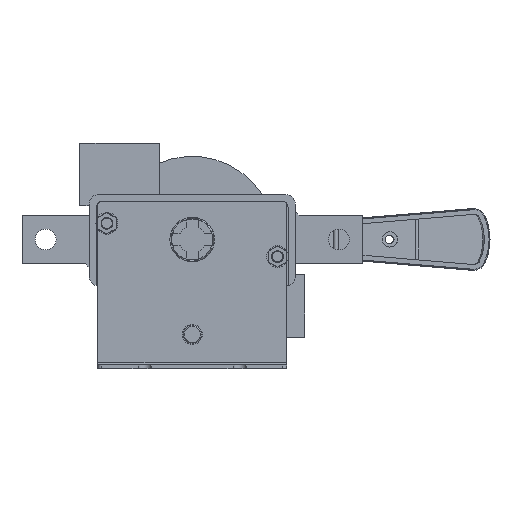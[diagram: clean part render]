
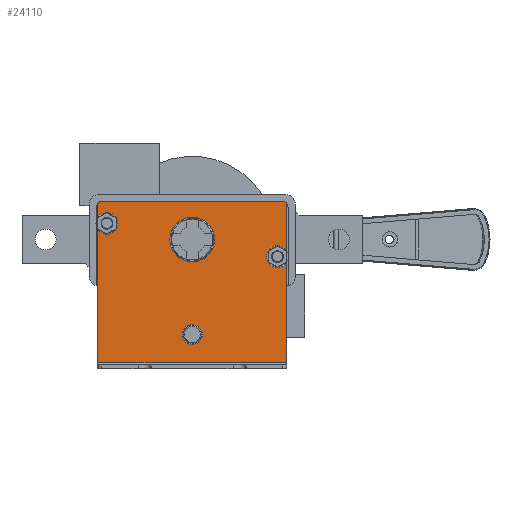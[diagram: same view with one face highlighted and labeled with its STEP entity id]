
A CAD part, left-side view. The second image highlights one B-rep face of the part: STEP entity #24110.
In plain terms, the highlighted planar face has unit normal (-1, 0, 0).
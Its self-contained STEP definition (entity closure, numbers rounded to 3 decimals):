
#107 = VERTEX_POINT ( 'NONE', #30395 ) ;
#187 = VERTEX_POINT ( 'NONE', #27996 ) ;
#559 = EDGE_CURVE ( 'NONE', #1214, #13686, #20467, .T. ) ;
#1214 = VERTEX_POINT ( 'NONE', #27825 ) ;
#1594 = CARTESIAN_POINT ( 'NONE',  ( -87., -49.7, 3. ) ) ;
#1624 = ORIENTED_EDGE ( 'NONE', *, *, #12792, .T. ) ;
#2425 = VECTOR ( 'NONE', #20717, 1000. ) ;
#2502 = DIRECTION ( 'NONE',  ( 0., -1., 0. ) ) ;
#2648 = DIRECTION ( 'NONE',  ( 0., -1., 0. ) ) ;
#3024 = DIRECTION ( 'NONE',  ( -1., 0., 0. ) ) ;
#3544 = DIRECTION ( 'NONE',  ( 0., 1., 0. ) ) ;
#3845 = DIRECTION ( 'NONE',  ( 0., -1., 0. ) ) ;
#4202 = DIRECTION ( 'NONE',  ( -1., 0., 0. ) ) ;
#4268 = FACE_BOUND ( 'NONE', #8764, .T. ) ;
#4450 = CARTESIAN_POINT ( 'NONE',  ( -87., 49.7, 88. ) ) ;
#4612 = LINE ( 'NONE', #18152, #2425 ) ;
#4725 = DIRECTION ( 'NONE',  ( 0., -1., 0. ) ) ;
#5056 = DIRECTION ( 'NONE',  ( -1., 0., 0. ) ) ;
#5182 = CARTESIAN_POINT ( 'NONE',  ( -87., -5.25, 18. ) ) ;
#5327 = CIRCLE ( 'NONE', #15314, 2.4 ) ;
#5617 = DIRECTION ( 'NONE',  ( 0., -1., 0. ) ) ;
#5978 = CIRCLE ( 'NONE', #19955, 2. ) ;
#6122 = EDGE_CURVE ( 'NONE', #34614, #28953, #5327, .T. ) ;
#6154 = EDGE_CURVE ( 'NONE', #22691, #13686, #5978, .T. ) ;
#6218 = ORIENTED_EDGE ( 'NONE', *, *, #559, .F. ) ;
#6461 = CIRCLE ( 'NONE', #32127, 11.75 ) ;
#6588 = CARTESIAN_POINT ( 'NONE',  ( -87., 49.7, 88. ) ) ;
#6749 = ORIENTED_EDGE ( 'NONE', *, *, #6154, .T. ) ;
#7683 = VERTEX_POINT ( 'NONE', #5182 ) ;
#8118 = VECTOR ( 'NONE', #35166, 1000. ) ;
#8682 = DIRECTION ( 'NONE',  ( 0., -1., 0. ) ) ;
#8764 = EDGE_LOOP ( 'NONE', ( #11786, #33836 ) ) ;
#8895 = EDGE_LOOP ( 'NONE', ( #34071, #27815 ) ) ;
#9184 = CARTESIAN_POINT ( 'NONE',  ( -87., 42.5, 76.5 ) ) ;
#9545 = EDGE_CURVE ( 'NONE', #7683, #19925, #33453, .T. ) ;
#9565 = DIRECTION ( 'NONE',  ( 1., 0., 0. ) ) ;
#9946 = VECTOR ( 'NONE', #35191, 1000. ) ;
#10436 = VERTEX_POINT ( 'NONE', #29613 ) ;
#11644 = CIRCLE ( 'NONE', #18054, 2.4 ) ;
#11786 = ORIENTED_EDGE ( 'NONE', *, *, #25469, .F. ) ;
#11832 = DIRECTION ( 'NONE',  ( -1., 0., 0. ) ) ;
#12316 = DIRECTION ( 'NONE',  ( 0., 1., 0. ) ) ;
#12383 = EDGE_CURVE ( 'NONE', #10436, #187, #22653, .T. ) ;
#12792 = EDGE_CURVE ( 'NONE', #28069, #107, #14910, .T. ) ;
#12853 = EDGE_LOOP ( 'NONE', ( #12916, #17129 ) ) ;
#12916 = ORIENTED_EDGE ( 'NONE', *, *, #22896, .F. ) ;
#13686 = VERTEX_POINT ( 'NONE', #23521 ) ;
#14046 = CARTESIAN_POINT ( 'NONE',  ( -87., -44.9, 59. ) ) ;
#14198 = AXIS2_PLACEMENT_3D ( 'NONE', #19484, #30645, #5617 ) ;
#14416 = CARTESIAN_POINT ( 'NONE',  ( -87., 0., 68. ) ) ;
#14656 = ORIENTED_EDGE ( 'NONE', *, *, #30949, .F. ) ;
#14910 = LINE ( 'NONE', #34816, #8118 ) ;
#15314 = AXIS2_PLACEMENT_3D ( 'NONE', #14046, #25157, #31372 ) ;
#15330 = ORIENTED_EDGE ( 'NONE', *, *, #19609, .T. ) ;
#15422 = FACE_BOUND ( 'NONE', #12853, .T. ) ;
#15457 = CARTESIAN_POINT ( 'NONE',  ( -87., -49.7, 86. ) ) ;
#15771 = FACE_BOUND ( 'NONE', #21573, .T. ) ;
#17129 = ORIENTED_EDGE ( 'NONE', *, *, #12383, .F. ) ;
#17267 = CARTESIAN_POINT ( 'NONE',  ( -87., 0., 18. ) ) ;
#18009 = VERTEX_POINT ( 'NONE', #9184 ) ;
#18054 = AXIS2_PLACEMENT_3D ( 'NONE', #21348, #4202, #4725 ) ;
#18152 = CARTESIAN_POINT ( 'NONE',  ( -87., -49.7, 88. ) ) ;
#18661 = CARTESIAN_POINT ( 'NONE',  ( -87., 5.25, 18. ) ) ;
#18987 = CARTESIAN_POINT ( 'NONE',  ( -87., -44.9, 59. ) ) ;
#19113 = CIRCLE ( 'NONE', #33145, 2.4 ) ;
#19484 = CARTESIAN_POINT ( 'NONE',  ( -87., 0., 18. ) ) ;
#19609 = EDGE_CURVE ( 'NONE', #1214, #28069, #21944, .T. ) ;
#19681 = DIRECTION ( 'NONE',  ( 0., 1., 0. ) ) ;
#19726 = AXIS2_PLACEMENT_3D ( 'NONE', #14416, #31572, #28829 ) ;
#19925 = VERTEX_POINT ( 'NONE', #18661 ) ;
#19955 = AXIS2_PLACEMENT_3D ( 'NONE', #22421, #11832, #19681 ) ;
#20467 = LINE ( 'NONE', #6588, #24177 ) ;
#20717 = DIRECTION ( 'NONE',  ( 0., 0., -1. ) ) ;
#21108 = CARTESIAN_POINT ( 'NONE',  ( -87., -49.7, 3. ) ) ;
#21348 = CARTESIAN_POINT ( 'NONE',  ( -87., 44.9, 76.5 ) ) ;
#21357 = DIRECTION ( 'NONE',  ( -1., 0., 0. ) ) ;
#21573 = EDGE_LOOP ( 'NONE', ( #14656, #33976 ) ) ;
#21944 = CIRCLE ( 'NONE', #27200, 2. ) ;
#22421 = CARTESIAN_POINT ( 'NONE',  ( -87., -47.7, 86. ) ) ;
#22653 = CIRCLE ( 'NONE', #19726, 11.75 ) ;
#22691 = VERTEX_POINT ( 'NONE', #15457 ) ;
#22896 = EDGE_CURVE ( 'NONE', #187, #10436, #6461, .T. ) ;
#23317 = CIRCLE ( 'NONE', #26835, 5.25 ) ;
#23521 = CARTESIAN_POINT ( 'NONE',  ( -87., -47.7, 88. ) ) ;
#24110 = ADVANCED_FACE ( 'NONE', ( #34599, #4268, #15422, #15771, #26177 ), #35135, .F. ) ;
#24125 = AXIS2_PLACEMENT_3D ( 'NONE', #27160, #26783, #2502 ) ;
#24177 = VECTOR ( 'NONE', #3845, 1000. ) ;
#24179 = EDGE_CURVE ( 'NONE', #22691, #31235, #4612, .T. ) ;
#24736 = DIRECTION ( 'NONE',  ( -1., 0., 0. ) ) ;
#25157 = DIRECTION ( 'NONE',  ( -1., 0., 0. ) ) ;
#25469 = EDGE_CURVE ( 'NONE', #28953, #34614, #19113, .T. ) ;
#26177 = FACE_OUTER_BOUND ( 'NONE', #34067, .T. ) ;
#26345 = CARTESIAN_POINT ( 'NONE',  ( -87., 49.7, 86. ) ) ;
#26783 = DIRECTION ( 'NONE',  ( -1., 0., 0. ) ) ;
#26835 = AXIS2_PLACEMENT_3D ( 'NONE', #17267, #3024, #8682 ) ;
#26842 = DIRECTION ( 'NONE',  ( 0., -1., 0. ) ) ;
#27124 = CARTESIAN_POINT ( 'NONE',  ( -87., 0., 68. ) ) ;
#27160 = CARTESIAN_POINT ( 'NONE',  ( -87., 44.9, 76.5 ) ) ;
#27200 = AXIS2_PLACEMENT_3D ( 'NONE', #31118, #5056, #3544 ) ;
#27642 = CIRCLE ( 'NONE', #24125, 2.4 ) ;
#27815 = ORIENTED_EDGE ( 'NONE', *, *, #34134, .F. ) ;
#27825 = CARTESIAN_POINT ( 'NONE',  ( -87., 47.7, 88. ) ) ;
#27994 = EDGE_CURVE ( 'NONE', #107, #31235, #32450, .T. ) ;
#27996 = CARTESIAN_POINT ( 'NONE',  ( -87., -11.75, 68. ) ) ;
#28069 = VERTEX_POINT ( 'NONE', #26345 ) ;
#28829 = DIRECTION ( 'NONE',  ( 0., -1., 0. ) ) ;
#28953 = VERTEX_POINT ( 'NONE', #32050 ) ;
#29613 = CARTESIAN_POINT ( 'NONE',  ( -87., 11.75, 68. ) ) ;
#30395 = CARTESIAN_POINT ( 'NONE',  ( -87., 49.7, 3. ) ) ;
#30645 = DIRECTION ( 'NONE',  ( -1., 0., 0. ) ) ;
#30949 = EDGE_CURVE ( 'NONE', #18009, #32178, #11644, .T. ) ;
#31118 = CARTESIAN_POINT ( 'NONE',  ( -87., 47.7, 86. ) ) ;
#31235 = VERTEX_POINT ( 'NONE', #1594 ) ;
#31372 = DIRECTION ( 'NONE',  ( 0., -1., 0. ) ) ;
#31416 = ORIENTED_EDGE ( 'NONE', *, *, #27994, .T. ) ;
#31572 = DIRECTION ( 'NONE',  ( -1., 0., 0. ) ) ;
#31603 = AXIS2_PLACEMENT_3D ( 'NONE', #4450, #9565, #12316 ) ;
#32050 = CARTESIAN_POINT ( 'NONE',  ( -87., -47.3, 59. ) ) ;
#32127 = AXIS2_PLACEMENT_3D ( 'NONE', #27124, #24736, #2648 ) ;
#32178 = VERTEX_POINT ( 'NONE', #32901 ) ;
#32194 = ORIENTED_EDGE ( 'NONE', *, *, #24179, .F. ) ;
#32450 = LINE ( 'NONE', #21108, #9946 ) ;
#32901 = CARTESIAN_POINT ( 'NONE',  ( -87., 47.3, 76.5 ) ) ;
#33145 = AXIS2_PLACEMENT_3D ( 'NONE', #18987, #21357, #26842 ) ;
#33453 = CIRCLE ( 'NONE', #14198, 5.25 ) ;
#33836 = ORIENTED_EDGE ( 'NONE', *, *, #6122, .F. ) ;
#33850 = CARTESIAN_POINT ( 'NONE',  ( -87., -42.5, 59. ) ) ;
#33976 = ORIENTED_EDGE ( 'NONE', *, *, #35178, .F. ) ;
#34067 = EDGE_LOOP ( 'NONE', ( #32194, #6749, #6218, #15330, #1624, #31416 ) ) ;
#34071 = ORIENTED_EDGE ( 'NONE', *, *, #9545, .F. ) ;
#34134 = EDGE_CURVE ( 'NONE', #19925, #7683, #23317, .T. ) ;
#34599 = FACE_BOUND ( 'NONE', #8895, .T. ) ;
#34614 = VERTEX_POINT ( 'NONE', #33850 ) ;
#34816 = CARTESIAN_POINT ( 'NONE',  ( -87., 49.7, 88. ) ) ;
#35135 = PLANE ( 'NONE',  #31603 ) ;
#35166 = DIRECTION ( 'NONE',  ( 0., 0., -1. ) ) ;
#35178 = EDGE_CURVE ( 'NONE', #32178, #18009, #27642, .T. ) ;
#35191 = DIRECTION ( 'NONE',  ( 0., -1., 0. ) ) ;
